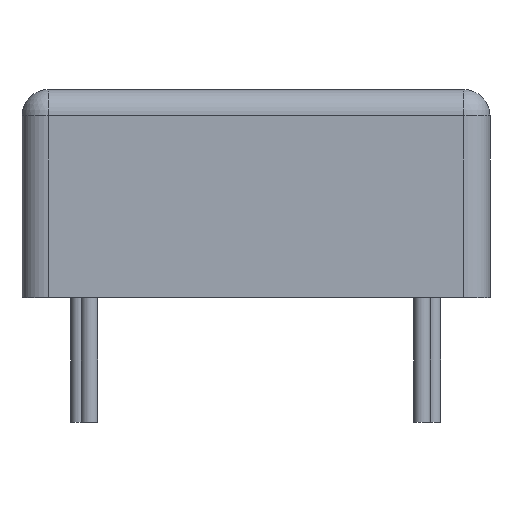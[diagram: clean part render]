
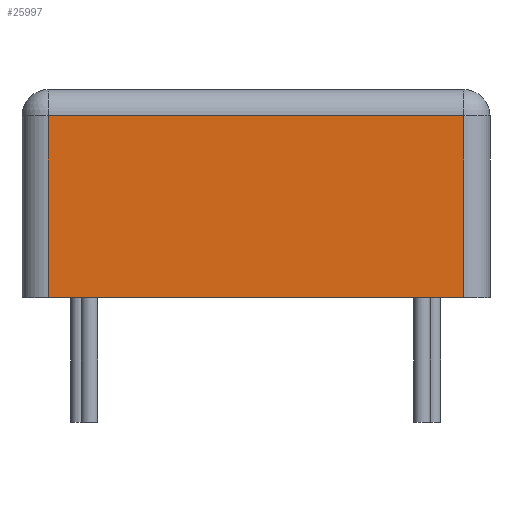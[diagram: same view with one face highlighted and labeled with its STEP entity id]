
A CAD part, left-side view. The second image highlights one B-rep face of the part: STEP entity #25997.
In plain terms, the highlighted planar face has unit normal (-1, 0, 0).
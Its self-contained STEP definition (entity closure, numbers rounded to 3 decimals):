
#1968=LINE('',#38373,#5666);
#1974=LINE('',#38394,#5672);
#1975=LINE('',#38395,#5673);
#1976=LINE('',#38396,#5674);
#5666=VECTOR('',#31333,1000.);
#5672=VECTOR('',#31353,1000.);
#5673=VECTOR('',#31354,1000.);
#5674=VECTOR('',#31355,1000.);
#8156=PLANE('',#27398);
#9544=FACE_OUTER_BOUND('',#10933,.T.);
#10933=EDGE_LOOP('',(#21612,#21613,#21614,#21615));
#12916=VERTEX_POINT('',#38371);
#12917=VERTEX_POINT('',#38372);
#12924=VERTEX_POINT('',#38392);
#12925=VERTEX_POINT('',#38393);
#16019=EDGE_CURVE('',#12916,#12917,#1968,.T.);
#16029=EDGE_CURVE('',#12924,#12925,#1974,.T.);
#16030=EDGE_CURVE('',#12925,#12916,#1975,.T.);
#16031=EDGE_CURVE('',#12917,#12924,#1976,.T.);
#21612=ORIENTED_EDGE('',*,*,#16029,.T.);
#21613=ORIENTED_EDGE('',*,*,#16030,.T.);
#21614=ORIENTED_EDGE('',*,*,#16019,.T.);
#21615=ORIENTED_EDGE('',*,*,#16031,.T.);
#25997=ADVANCED_FACE('',(#9544),#8156,.F.);
#27398=AXIS2_PLACEMENT_3D('',#38391,#31351,#31352);
#31333=DIRECTION('',(0.,-1.,0.));
#31351=DIRECTION('center_axis',(1.,0.,0.));
#31352=DIRECTION('ref_axis',(0.,1.,0.));
#31353=DIRECTION('',(0.,1.,0.));
#31354=DIRECTION('',(0.,0.,-1.));
#31355=DIRECTION('',(0.,0.,1.));
#38371=CARTESIAN_POINT('',(-28.575,12.687,0.));
#38372=CARTESIAN_POINT('',(-28.575,-12.687,0.));
#38373=CARTESIAN_POINT('',(-28.575,14.288,0.));
#38391=CARTESIAN_POINT('Origin',(-28.575,14.288,12.7));
#38392=CARTESIAN_POINT('',(-28.575,-12.687,11.1));
#38393=CARTESIAN_POINT('',(-28.575,12.687,11.1));
#38394=CARTESIAN_POINT('',(-28.575,14.288,11.1));
#38395=CARTESIAN_POINT('',(-28.575,12.687,12.7));
#38396=CARTESIAN_POINT('',(-28.575,-12.687,12.7));
